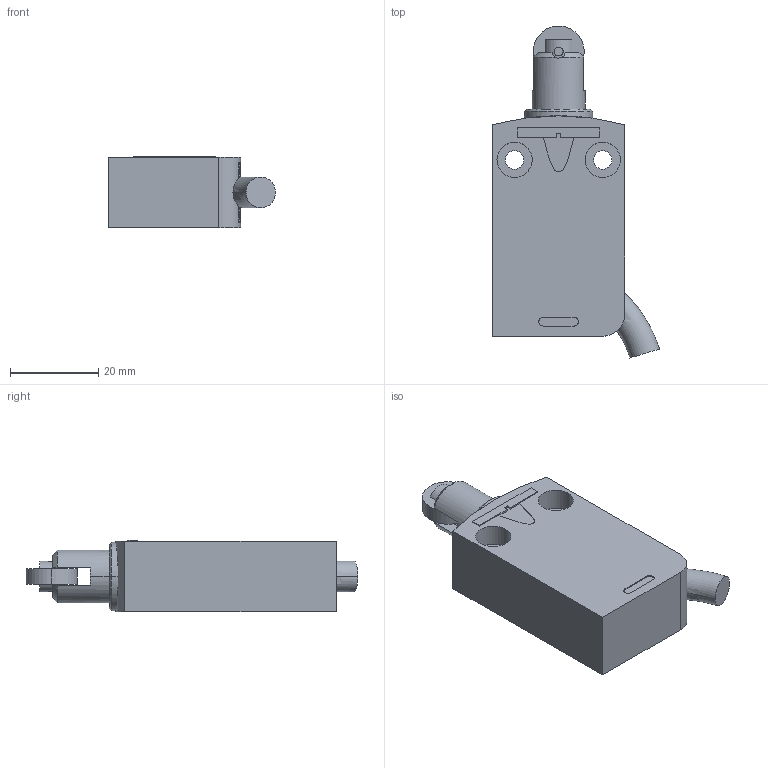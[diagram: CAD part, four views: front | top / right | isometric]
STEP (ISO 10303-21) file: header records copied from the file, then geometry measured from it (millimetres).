
FILE_DESCRIPTION(('STEP AP242'),'1');
FILE_NAME('switch_xcmd2102l1.stp','2019-07-26T14:37:01',('TraceParts'),('TraceParts S.A.'),'Spatial InterOp 3D',' ',' ');
FILE_SCHEMA(('AP242_MANAGED_MODEL_BASED_3D_ENGINEERING_MIM_LF {1 0 10303 442 1 1 4}'));
Length unit declared in the file: millimetre
Products named in the file (1): switch_xcmd2102l1_1
Bounding box: 37.88 x 75.34 x 16.2 mm (x, y, z)
Volume: 24493.4 mm3; surface area: 7340.8 mm2
Topology: 2 solids, 2 shells, 107 faces, 271 edges, 180 vertices
Faces by surface type: plane 63, cylinder 36, cone 6, torus 2
Entity records: 3470 total; most frequent: CARTESIAN_POINT 824, DIRECTION 545, ORIENTED_EDGE 542, EDGE_CURVE 271, AXIS2_PLACEMENT_3D 191, VERTEX_POINT 180, LINE 163, VECTOR 163
